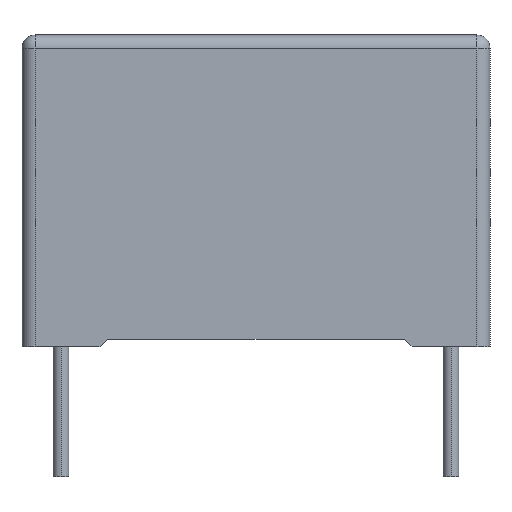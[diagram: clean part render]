
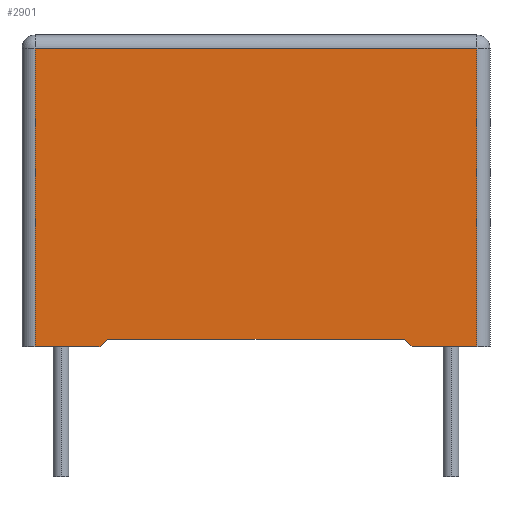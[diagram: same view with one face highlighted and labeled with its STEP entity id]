
A CAD part, front view. The second image highlights one B-rep face of the part: STEP entity #2901.
In plain terms, the highlighted planar face has unit normal (0, -1, 0).
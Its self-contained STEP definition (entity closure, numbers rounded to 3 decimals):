
#79 = LINE ( 'NONE', #4313, #4818 ) ;
#115 = CARTESIAN_POINT ( 'NONE',  ( 8.5, -3., -6. ) ) ;
#258 = LINE ( 'NONE', #7190, #7150 ) ;
#439 = ORIENTED_EDGE ( 'NONE', *, *, #5352, .T. ) ;
#1769 = LINE ( 'NONE', #6056, #7819 ) ;
#2821 = VERTEX_POINT ( 'NONE', #6392 ) ;
#2901 = ADVANCED_FACE ( 'NONE', ( #4557 ), #8661, .T. ) ;
#3059 = VECTOR ( 'NONE', #7958, 1000. ) ;
#3233 = AXIS2_PLACEMENT_3D ( 'NONE', #7725, #12874, #8940 ) ;
#3318 = ORIENTED_EDGE ( 'NONE', *, *, #10848, .T. ) ;
#3383 = VERTEX_POINT ( 'NONE', #4500 ) ;
#3428 = EDGE_CURVE ( 'NONE', #4480, #7281, #4442, .T. ) ;
#3573 = LINE ( 'NONE', #9507, #3059 ) ;
#4227 = ORIENTED_EDGE ( 'NONE', *, *, #3428, .F. ) ;
#4313 = CARTESIAN_POINT ( 'NONE',  ( -8.5, -3., -6. ) ) ;
#4344 = EDGE_CURVE ( 'NONE', #6310, #7744, #5718, .T. ) ;
#4442 = LINE ( 'NONE', #5722, #7357 ) ;
#4480 = VERTEX_POINT ( 'NONE', #115 ) ;
#4500 = CARTESIAN_POINT ( 'NONE',  ( -8.5, -3., -6. ) ) ;
#4527 = EDGE_CURVE ( 'NONE', #6065, #9722, #258, .T. ) ;
#4557 = FACE_OUTER_BOUND ( 'NONE', #7365, .T. ) ;
#4818 = VECTOR ( 'NONE', #8552, 1000. ) ;
#5352 = EDGE_CURVE ( 'NONE', #2821, #7281, #1769, .T. ) ;
#5576 = DIRECTION ( 'NONE',  ( 0.707, 0., 0.707 ) ) ;
#5600 = EDGE_CURVE ( 'NONE', #2821, #7744, #3573, .T. ) ;
#5718 = LINE ( 'NONE', #9821, #11914 ) ;
#5722 = CARTESIAN_POINT ( 'NONE',  ( -9., -3., -6. ) ) ;
#5837 = CARTESIAN_POINT ( 'NONE',  ( -8.5, -3., 5.5 ) ) ;
#5919 = DIRECTION ( 'NONE',  ( 0.707, 0., -0.707 ) ) ;
#6056 = CARTESIAN_POINT ( 'NONE',  ( 5.7, -3., -5.7 ) ) ;
#6065 = VERTEX_POINT ( 'NONE', #8578 ) ;
#6264 = CARTESIAN_POINT ( 'NONE',  ( 8.5, -3., 6. ) ) ;
#6310 = VERTEX_POINT ( 'NONE', #9389 ) ;
#6392 = CARTESIAN_POINT ( 'NONE',  ( 5.7, -3., -5.7 ) ) ;
#6775 = ORIENTED_EDGE ( 'NONE', *, *, #7912, .T. ) ;
#7150 = VECTOR ( 'NONE', #9278, 1000. ) ;
#7190 = CARTESIAN_POINT ( 'NONE',  ( -9., -3., 5.5 ) ) ;
#7281 = VERTEX_POINT ( 'NONE', #12766 ) ;
#7357 = VECTOR ( 'NONE', #12703, 1000. ) ;
#7365 = EDGE_LOOP ( 'NONE', ( #12370, #439, #4227, #6775, #12409, #3318, #10340, #12577 ) ) ;
#7462 = DIRECTION ( 'NONE',  ( -1., 0., 0. ) ) ;
#7725 = CARTESIAN_POINT ( 'NONE',  ( 0., -3., 0. ) ) ;
#7744 = VERTEX_POINT ( 'NONE', #8805 ) ;
#7819 = VECTOR ( 'NONE', #5919, 1000. ) ;
#7912 = EDGE_CURVE ( 'NONE', #4480, #6065, #11297, .T. ) ;
#7958 = DIRECTION ( 'NONE',  ( -1., 0., 0. ) ) ;
#7963 = EDGE_CURVE ( 'NONE', #6310, #3383, #8474, .T. ) ;
#8474 = LINE ( 'NONE', #11500, #9640 ) ;
#8552 = DIRECTION ( 'NONE',  ( 0., 0., -1. ) ) ;
#8578 = CARTESIAN_POINT ( 'NONE',  ( 8.5, -3., 5.5 ) ) ;
#8661 = PLANE ( 'NONE',  #3233 ) ;
#8805 = CARTESIAN_POINT ( 'NONE',  ( -5.7, -3., -5.7 ) ) ;
#8940 = DIRECTION ( 'NONE',  ( 0., 0., -1. ) ) ;
#9278 = DIRECTION ( 'NONE',  ( -1., 0., 0. ) ) ;
#9389 = CARTESIAN_POINT ( 'NONE',  ( -6., -3., -6. ) ) ;
#9507 = CARTESIAN_POINT ( 'NONE',  ( -6., -3., -5.7 ) ) ;
#9640 = VECTOR ( 'NONE', #7462, 1000. ) ;
#9722 = VERTEX_POINT ( 'NONE', #5837 ) ;
#9821 = CARTESIAN_POINT ( 'NONE',  ( -6., -3., -6. ) ) ;
#10340 = ORIENTED_EDGE ( 'NONE', *, *, #7963, .F. ) ;
#10848 = EDGE_CURVE ( 'NONE', #9722, #3383, #79, .T. ) ;
#11297 = LINE ( 'NONE', #6264, #13262 ) ;
#11500 = CARTESIAN_POINT ( 'NONE',  ( -9., -3., -6. ) ) ;
#11914 = VECTOR ( 'NONE', #5576, 1000. ) ;
#12124 = DIRECTION ( 'NONE',  ( 0., 0., 1. ) ) ;
#12370 = ORIENTED_EDGE ( 'NONE', *, *, #5600, .F. ) ;
#12409 = ORIENTED_EDGE ( 'NONE', *, *, #4527, .T. ) ;
#12577 = ORIENTED_EDGE ( 'NONE', *, *, #4344, .T. ) ;
#12703 = DIRECTION ( 'NONE',  ( -1., 0., 0. ) ) ;
#12766 = CARTESIAN_POINT ( 'NONE',  ( 6., -3., -6. ) ) ;
#12874 = DIRECTION ( 'NONE',  ( 0., -1., 0. ) ) ;
#13262 = VECTOR ( 'NONE', #12124, 1000. ) ;
